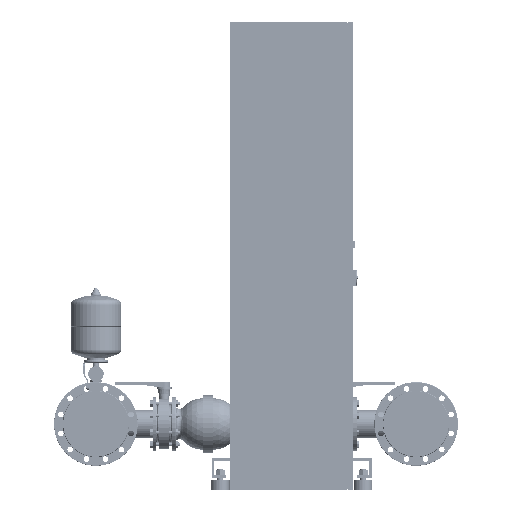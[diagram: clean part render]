
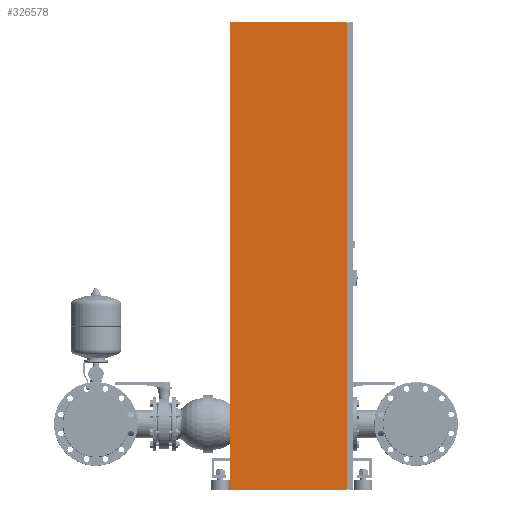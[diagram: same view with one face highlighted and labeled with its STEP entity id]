
A CAD part, left-side view. The second image highlights one B-rep face of the part: STEP entity #326578.
In plain terms, the highlighted planar face has unit normal (-1, 0, 0).
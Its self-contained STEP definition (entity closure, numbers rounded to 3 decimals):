
#326539=CARTESIAN_POINT('',(-950.0,250.0,0.0));
#326540=DIRECTION('',(-1.0,0.0,0.0));
#326541=DIRECTION('',(0.0,-1.0,0.0));
#326542=AXIS2_PLACEMENT_3D('',#326539,#326540,#326541);
#326543=PLANE('',#326542);
#326544=CARTESIAN_POINT('',(-950.0,-225.0,0.));
#326545=VERTEX_POINT('',#326544);
#326546=CARTESIAN_POINT('',(-950.,-225.,1900.0));
#326547=VERTEX_POINT('',#326546);
#326548=CARTESIAN_POINT('',(-950.0,-225.0,0.));
#326549=DIRECTION('',(0.0,0.0,1.0));
#326550=VECTOR('',#326549,1900.0);
#326551=LINE('',#326548,#326550);
#326552=EDGE_CURVE('',#326545,#326547,#326551,.T.);
#326553=ORIENTED_EDGE('',*,*,#326552,.T.);
#326554=CARTESIAN_POINT('',(-950.,250.,1900.0));
#326555=VERTEX_POINT('',#326554);
#326556=CARTESIAN_POINT('',(-950.,250.,1900.0));
#326557=DIRECTION('',(0.0,-1.0,0.0));
#326558=VECTOR('',#326557,475.0);
#326559=LINE('',#326556,#326558);
#326560=EDGE_CURVE('',#326555,#326547,#326559,.T.);
#326561=ORIENTED_EDGE('',*,*,#326560,.F.);
#326562=CARTESIAN_POINT('',(-950.0,250.0,0.0));
#326563=VERTEX_POINT('',#326562);
#326564=CARTESIAN_POINT('',(-950.,250.,1900.0));
#326565=DIRECTION('',(0.0,0.0,-1.0));
#326566=VECTOR('',#326565,1900.0);
#326567=LINE('',#326564,#326566);
#326568=EDGE_CURVE('',#326555,#326563,#326567,.T.);
#326569=ORIENTED_EDGE('',*,*,#326568,.T.);
#326570=CARTESIAN_POINT('',(-950.0,250.0,0.0));
#326571=DIRECTION('',(0.0,-1.0,0.0));
#326572=VECTOR('',#326571,475.0);
#326573=LINE('',#326570,#326572);
#326574=EDGE_CURVE('',#326563,#326545,#326573,.T.);
#326575=ORIENTED_EDGE('',*,*,#326574,.T.);
#326576=EDGE_LOOP('',(#326553,#326561,#326569,#326575));
#326577=FACE_OUTER_BOUND('',#326576,.T.);
#326578=ADVANCED_FACE('',(#326577),#326543,.T.);
